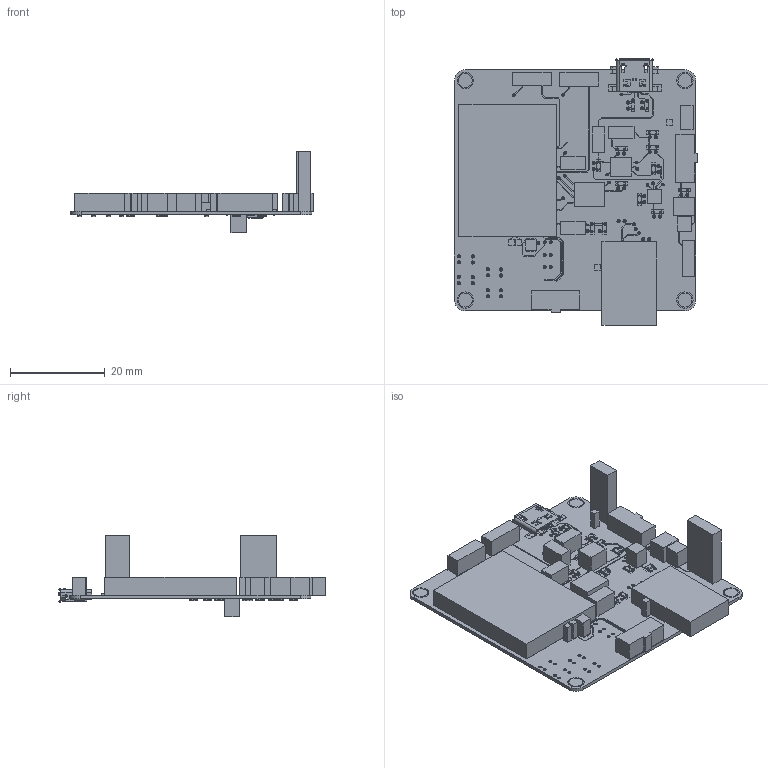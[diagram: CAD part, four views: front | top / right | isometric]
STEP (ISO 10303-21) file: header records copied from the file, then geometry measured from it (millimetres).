
FILE_DESCRIPTION(/* description */ ('PCB Design'),/* implementation_level */ '2;1');
FILE_NAME(/* name */ 'Photon_4Layer_shrunk',/* time_stamp */ '2015-11-22T22:58:57-05:00',/* author */ ('Madison'),/* organization */ (''),/* preprocessor_version */ 'ST-DEVELOPER v16',/* originating_system */ 'allegro_17.0P011',/* authorisation */ '');
FILE_SCHEMA (('AUTOMOTIVE_DESIGN { 1 0 10303 214 3 1 1 }'));
Length unit declared in the file: inch
Products named in the file (62): PHOTON_4LAYER_SHRUNK; BOARD; EXTERNAL COPPER; TOP; PADS_TOP; CIRCLE_2600; CIRCLE_2400; RECT_5000X2500; RECT_3937X3543; RECT_4724X3150; CIRCLE_3937; RECT_3150X10630; CIRCLE_13500; RECT_2362X4724; RECT_4724X4724; CIRCLE_6000; OBLONG_7874X3937; CIRCLE_2953; RECT_5709X3150; RECT_3543X5000; RECT_2362X984; RECT_1575X5512; RECT_12598X5512; RECT_4000X3000; RECT_2500X4000; RECT_6299X6890; TRACES_TOP; SHAPES_TOP; BOTTOM; PADS_BOTTOM; RECT_2559X1457; RECT_6890X5906; RECT_2953X906; TRACES_BOTTOM; SHAPES_BOTTOM; COMPONENTS; SOIC8; SON8; KMR211GLFS; RGBLED ...
Assembly tree (522 placements, depth 5):
  PHOTON_4LAYER_SHRUNK
    BOARD
    EXTERNAL COPPER
      TOP
        PADS_TOP
          CIRCLE_2600  x62
          CIRCLE_2400  x35
          RECT_5000X2500  x8
          RECT_3937X3543  x8
          RECT_4724X3150  x4
          CIRCLE_3937  x4
          RECT_3150X10630  x2
          CIRCLE_13500  x4
          RECT_2362X4724  x64
          RECT_4724X4724  x11
          CIRCLE_6000  x5
          OBLONG_7874X3937  x7
          CIRCLE_2953  x6
          RECT_5709X3150  x4
          RECT_3543X5000  x4
          RECT_2362X984  x8
          RECT_1575X5512  x5
          RECT_12598X5512  x2
          RECT_4000X3000  x26
          RECT_2500X4000  x10
          RECT_6299X6890  x4
        TRACES_TOP
        SHAPES_TOP
      BOTTOM
        PADS_BOTTOM
          CIRCLE_2600  x62
          CIRCLE_2400  x35
          RECT_2559X1457  x8
          RECT_6890X5906
          RECT_2953X906  x4
          CIRCLE_13500  x4
          CIRCLE_6000  x5
          OBLONG_7874X3937  x7
          CIRCLE_2953  x6
          RECT_4000X3000  x38
        TRACES_BOTTOM
        SHAPES_BOTTOM
    COMPONENTS
      SOIC8
      SON8
      KMR211GLFS  x2
      RGBLED
      TESTPOINT_SMD  x4
      NR3015T2R2M
      PHOTON
      JUMPER3
      3_5MMJACK
      SS12SDH2  x2
      JUMPER2
      TL3330  x2
      MAX17044
      MICROUSB
        476420001
      0603RF_WV_12D  x32
        Document
Bounding box: 51.19 x 56.1 x 17.24 mm (x, y, z)
Volume: 73.1 mm3; surface area: 10687.6 mm2
Topology: 129 solids, 785 shells, 2267 faces, 6531 edges, 5059 vertices
Faces by surface type: plane 1591, cylinder 416, bspline 256, sphere 4
Entity records: 48520 total; most frequent: CARTESIAN_POINT 7927, ORIENTED_EDGE 6426, DIRECTION 5720, EDGE_CURVE 4024, VERTEX_POINT 3510, AXIS2_PLACEMENT_3D 3383, VECTOR 2795, LINE 2795
